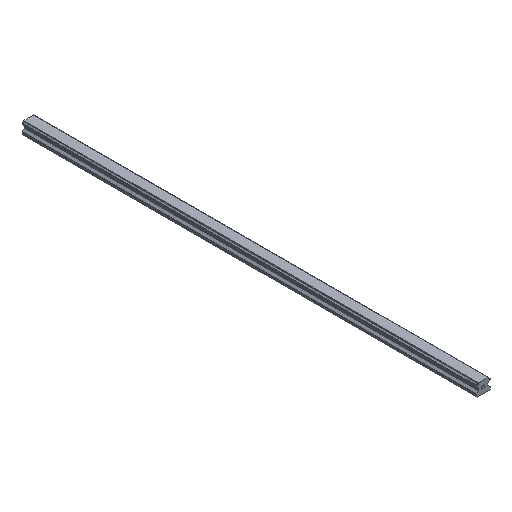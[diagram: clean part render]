
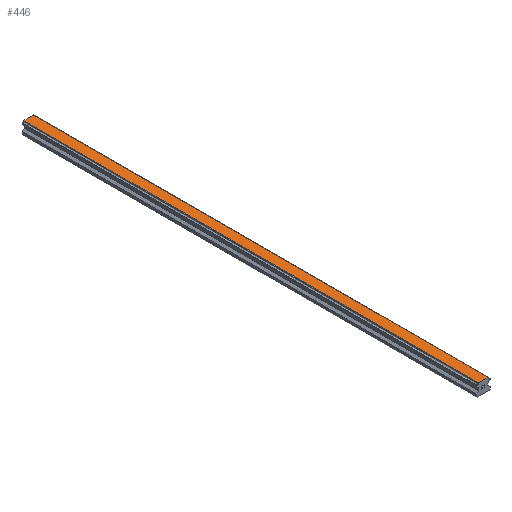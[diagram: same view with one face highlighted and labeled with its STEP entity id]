
A CAD part, isometric view. The second image highlights one B-rep face of the part: STEP entity #446.
In plain terms, the highlighted planar face has unit normal (0, 0, 1).
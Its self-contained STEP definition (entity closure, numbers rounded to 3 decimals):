
#446=ADVANCED_FACE('',(#911),#912,.T.);
#911=FACE_OUTER_BOUND('',#1400,.T.);
#912=PLANE('',#1401);
#1400=EDGE_LOOP('',(#2698,#2699,#2700,#2701));
#1401=AXIS2_PLACEMENT_3D('',#2702,#2703,#2704);
#2698=ORIENTED_EDGE('',*,*,#3300,.T.);
#2699=ORIENTED_EDGE('',*,*,#3410,.F.);
#2700=ORIENTED_EDGE('',*,*,#3170,.F.);
#2701=ORIENTED_EDGE('',*,*,#3408,.T.);
#2702=CARTESIAN_POINT('',(0.0,680.0,17.5));
#2703=DIRECTION('',(0.0,0.0,1.0));
#2704=DIRECTION('',(-1.0,0.0,-0.0));
#3170=EDGE_CURVE('',#3881,#3883,#3884,.T.);
#3300=EDGE_CURVE('',#4098,#4096,#4099,.T.);
#3408=EDGE_CURVE('',#3881,#4098,#4225,.T.);
#3410=EDGE_CURVE('',#3883,#4096,#4227,.T.);
#3881=VERTEX_POINT('',#4869);
#3883=VERTEX_POINT('',#4872);
#3884=LINE('',#4873,#4874);
#4096=VERTEX_POINT('',#5168);
#4098=VERTEX_POINT('',#5171);
#4099=LINE('',#5172,#5173);
#4225=LINE('',#5327,#5328);
#4227=LINE('',#5330,#5331);
#4869=CARTESIAN_POINT('',(-7.231,680.0,17.5));
#4872=CARTESIAN_POINT('',(7.231,680.0,17.5));
#4873=CARTESIAN_POINT('',(-7.231,680.0,17.5));
#4874=VECTOR('',#5671,1.0);
#5168=CARTESIAN_POINT('',(7.231,0.0,17.5));
#5171=CARTESIAN_POINT('',(-7.231,0.0,17.5));
#5172=CARTESIAN_POINT('',(-7.231,0.0,17.5));
#5173=VECTOR('',#5821,1.0);
#5327=CARTESIAN_POINT('',(-7.231,680.0,17.5));
#5328=VECTOR('',#5955,1.0);
#5330=CARTESIAN_POINT('',(7.231,680.0,17.5));
#5331=VECTOR('',#5956,1.0);
#5671=DIRECTION('',(1.0,0.0,0.0));
#5821=DIRECTION('',(1.0,0.0,0.0));
#5955=DIRECTION('',(0.0,-1.0,0.0));
#5956=DIRECTION('',(0.0,-1.0,0.0));
